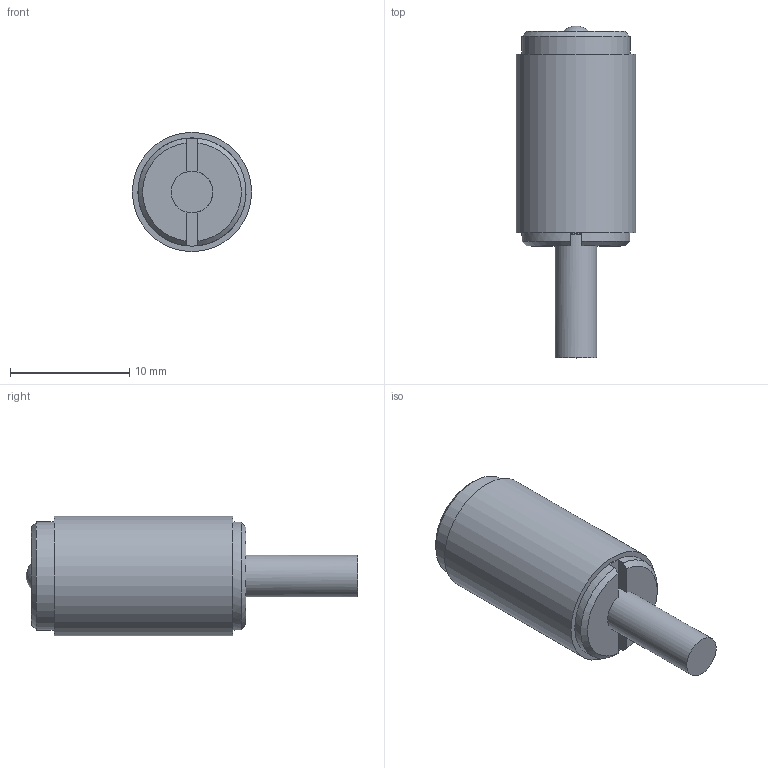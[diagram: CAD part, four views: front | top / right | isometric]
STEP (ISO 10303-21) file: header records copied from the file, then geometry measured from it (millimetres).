
FILE_DESCRIPTION (( 'STEP AP214' ), '1' );
FILE_NAME ('STM36A-L.STEP', '2024-07-11T17:05:23', ( '' ), ( '' ), 'SwSTEP 2.0', 'SolidWorks 2023', '' );
FILE_SCHEMA (( 'AUTOMOTIVE_DESIGN' ));
Length unit declared in the file: inch
Products named in the file (1): STM36A-L
Bounding box: 10 x 27.86 x 10 mm (x, y, z)
Volume: 1453.8 mm3; surface area: 815.6 mm2
Topology: 1 solids, 1 shells, 20 faces, 46 edges, 31 vertices
Faces by surface type: plane 12, cylinder 4, cone 3, sphere 1
Full cylindrical faces by diameter (mm): 3.5 x1, 9.078 x2, 10 x1
Entity records: 555 total; most frequent: CARTESIAN_POINT 99, DIRECTION 94, ORIENTED_EDGE 76, AXIS2_PLACEMENT_3D 39, EDGE_CURVE 38, VERTEX_POINT 28, EDGE_LOOP 28, FACE_OUTER_BOUND 24
